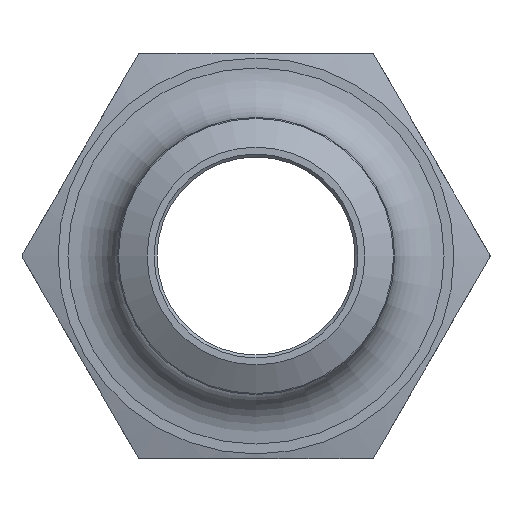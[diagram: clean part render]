
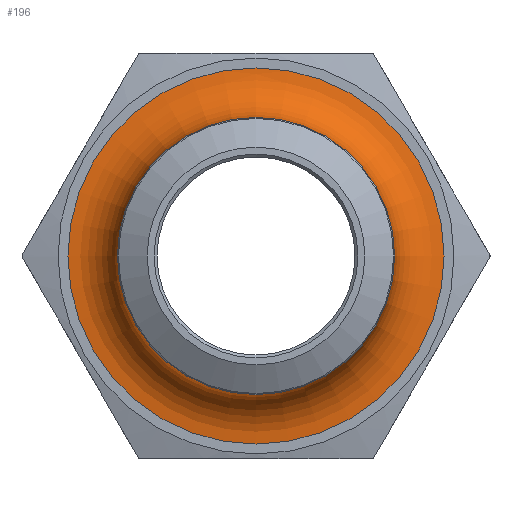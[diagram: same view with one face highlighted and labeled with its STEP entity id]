
A CAD part, left-side view. The second image highlights one B-rep face of the part: STEP entity #196.
In plain terms, the highlighted toroidal (fillet/blend) face has major radius 19 mm and minor radius 5 mm.
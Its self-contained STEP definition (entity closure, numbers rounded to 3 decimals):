
#148=TOROIDAL_SURFACE('',#685,19.,5.);
#196=ADVANCED_FACE('',(#277,#278),#148,.F.);
#277=FACE_BOUND('',#345,.T.);
#278=FACE_BOUND('',#346,.T.);
#345=EDGE_LOOP('',(#471));
#346=EDGE_LOOP('',(#472));
#471=ORIENTED_EDGE('',*,*,#596,.T.);
#472=ORIENTED_EDGE('',*,*,#595,.F.);
#532=VERTEX_POINT('',#1178);
#533=VERTEX_POINT('',#1181);
#595=EDGE_CURVE('',#532,#532,#622,.T.);
#596=EDGE_CURVE('',#533,#533,#623,.T.);
#622=CIRCLE('',#682,19.);
#623=CIRCLE('',#684,14.);
#682=AXIS2_PLACEMENT_3D('',#1177,#818,#819);
#684=AXIS2_PLACEMENT_3D('',#1180,#822,#823);
#685=AXIS2_PLACEMENT_3D('',#1182,#824,#825);
#818=DIRECTION('',(1.,0.,0.));
#819=DIRECTION('',(0.,0.,1.));
#822=DIRECTION('',(1.,0.,0.));
#823=DIRECTION('',(0.,0.,1.));
#824=DIRECTION('',(-1.,0.,0.));
#825=DIRECTION('',(0.,0.,1.));
#1177=CARTESIAN_POINT('',(12.,0.,0.));
#1178=CARTESIAN_POINT('',(12.,0.,19.));
#1180=CARTESIAN_POINT('',(7.,0.,0.));
#1181=CARTESIAN_POINT('',(7.,0.,14.));
#1182=CARTESIAN_POINT('',(7.,0.,0.));
